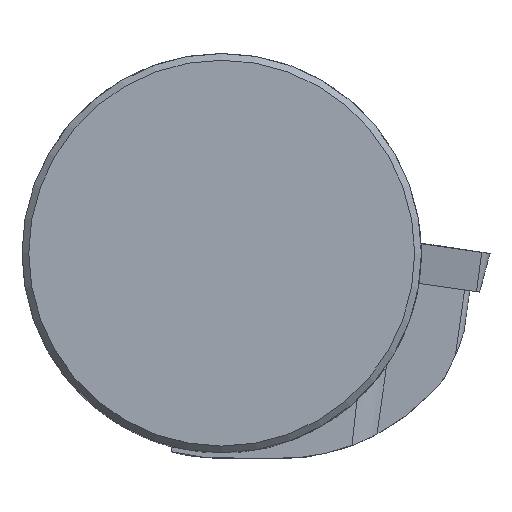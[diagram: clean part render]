
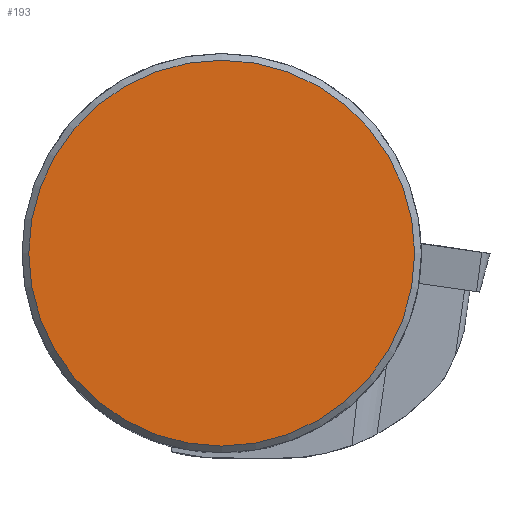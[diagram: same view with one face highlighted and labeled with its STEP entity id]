
A CAD part, top view. The second image highlights one B-rep face of the part: STEP entity #193.
In plain terms, the highlighted planar face has unit normal (0, 0, 1).
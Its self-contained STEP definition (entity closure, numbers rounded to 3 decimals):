
#193=ADVANCED_FACE('',(#263),#232,.T.);
#232=PLANE('',#990);
#263=FACE_OUTER_BOUND('',#300,.T.);
#300=EDGE_LOOP('',(#565));
#565=ORIENTED_EDGE('',*,*,#776,.T.);
#693=VERTEX_POINT('',#1476);
#776=EDGE_CURVE('',#693,#693,#857,.T.);
#857=CIRCLE('',#966,19.325);
#966=AXIS2_PLACEMENT_3D('',#1475,#1102,#1103);
#990=AXIS2_PLACEMENT_3D('',#1628,#1164,#1165);
#1102=DIRECTION('',(0.,0.,1.));
#1103=DIRECTION('',(1.,0.,0.));
#1164=DIRECTION('',(0.,0.,1.));
#1165=DIRECTION('',(1.,0.,0.));
#1475=CARTESIAN_POINT('',(0.,0.,0.));
#1476=CARTESIAN_POINT('',(19.325,0.,0.));
#1628=CARTESIAN_POINT('',(0.,0.,0.));
